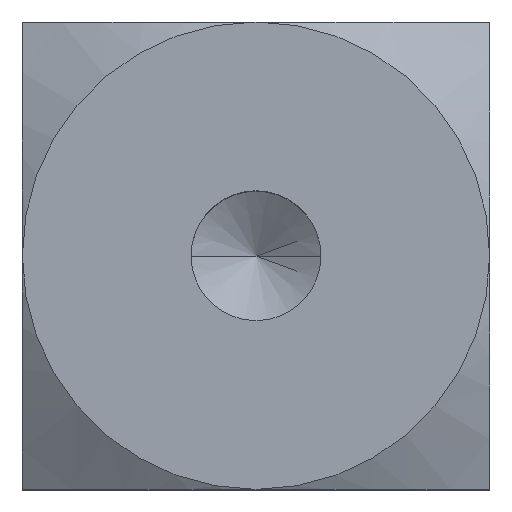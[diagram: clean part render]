
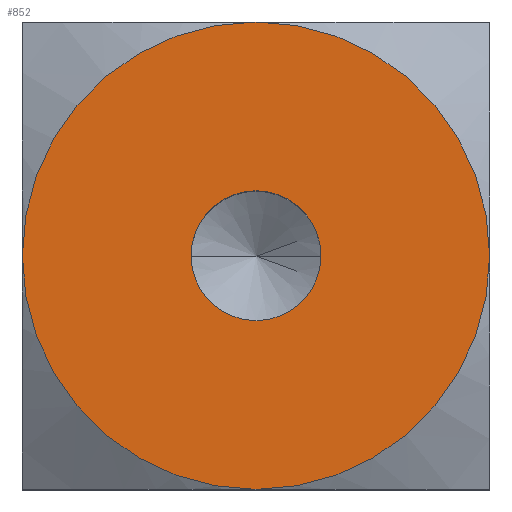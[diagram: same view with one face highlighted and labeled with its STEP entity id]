
A CAD part, top view. The second image highlights one B-rep face of the part: STEP entity #852.
In plain terms, the highlighted planar face has unit normal (0, 0, 1).
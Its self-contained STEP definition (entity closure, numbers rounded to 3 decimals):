
#137 = VERTEX_POINT ( 'NONE', #747 ) ;
#145 = VERTEX_POINT ( 'NONE', #765 ) ;
#154 = VERTEX_POINT ( 'NONE', #753 ) ;
#163 = AXIS2_PLACEMENT_3D ( 'NONE', #1868, #1869, #1870 ) ;
#164 = CIRCLE ( 'NONE', #168, 1.25 ) ;
#165 = CIRCLE ( 'NONE', #166, 4.5 ) ;
#166 = AXIS2_PLACEMENT_3D ( 'NONE', #1873, #1874, #1875 ) ;
#168 = AXIS2_PLACEMENT_3D ( 'NONE', #1878, #1879, #1880 ) ;
#292 = CARTESIAN_POINT ( 'NONE',  ( -4.5, -4.5, 7. ) ) ;
#295 = FACE_BOUND ( 'NONE', #1249, .T. ) ;
#296 = FACE_OUTER_BOUND ( 'NONE', #1242, .T. ) ;
#297 = PLANE ( 'NONE',  #2370 ) ;
#299 = DIRECTION ( 'NONE',  ( 0., 0., 1. ) ) ;
#300 = DIRECTION ( 'NONE',  ( 1., 0., 0. ) ) ;
#371 = DIRECTION ( 'NONE',  ( 1., 0., 0. ) ) ;
#623 = EDGE_CURVE ( 'NONE', #154, #2282, #1403, .T. ) ;
#683 = DIRECTION ( 'NONE',  ( 0., 0., 1. ) ) ;
#730 = AXIS2_PLACEMENT_3D ( 'NONE', #1865, #1866, #1867 ) ;
#747 = CARTESIAN_POINT ( 'NONE',  ( 0., -4.5, 7. ) ) ;
#753 = CARTESIAN_POINT ( 'NONE',  ( -1.25, 0., 7. ) ) ;
#765 = CARTESIAN_POINT ( 'NONE',  ( 0., 4.5, 7. ) ) ;
#852 = ADVANCED_FACE ( 'NONE', ( #295, #296 ), #297, .T. ) ;
#867 = EDGE_CURVE ( 'NONE', #137, #2296, #2367, .T. ) ;
#868 = EDGE_CURVE ( 'NONE', #2299, #137, #2381, .T. ) ;
#869 = EDGE_CURVE ( 'NONE', #2299, #145, #2383, .T. ) ;
#870 = EDGE_CURVE ( 'NONE', #2296, #145, #165, .T. ) ;
#871 = EDGE_CURVE ( 'NONE', #2282, #154, #164, .T. ) ;
#982 = CARTESIAN_POINT ( 'NONE',  ( 0., 0., 7. ) ) ;
#1111 = ORIENTED_EDGE ( 'NONE', *, *, #868, .T. ) ;
#1112 = ORIENTED_EDGE ( 'NONE', *, *, #869, .F. ) ;
#1113 = ORIENTED_EDGE ( 'NONE', *, *, #870, .T. ) ;
#1114 = ORIENTED_EDGE ( 'NONE', *, *, #867, .T. ) ;
#1115 = ORIENTED_EDGE ( 'NONE', *, *, #623, .F. ) ;
#1116 = ORIENTED_EDGE ( 'NONE', *, *, #871, .F. ) ;
#1242 = EDGE_LOOP ( 'NONE', ( #1114, #1113, #1112, #1111 ) ) ;
#1249 = EDGE_LOOP ( 'NONE', ( #1116, #1115 ) ) ;
#1403 = CIRCLE ( 'NONE', #1405, 1.25 ) ;
#1405 = AXIS2_PLACEMENT_3D ( 'NONE', #982, #683, #371 ) ;
#1483 = CARTESIAN_POINT ( 'NONE',  ( 1.25, 0., 7. ) ) ;
#1497 = CARTESIAN_POINT ( 'NONE',  ( 4.5, 0., 7. ) ) ;
#1500 = CARTESIAN_POINT ( 'NONE',  ( -4.5, 0., 7. ) ) ;
#1862 = CARTESIAN_POINT ( 'NONE',  ( 0., 0., 7. ) ) ;
#1863 = DIRECTION ( 'NONE',  ( 0., 0., 1. ) ) ;
#1864 = DIRECTION ( 'NONE',  ( 1., 0., 0. ) ) ;
#1865 = CARTESIAN_POINT ( 'NONE',  ( 0., 0., 7. ) ) ;
#1866 = DIRECTION ( 'NONE',  ( 0., 0., 1. ) ) ;
#1867 = DIRECTION ( 'NONE',  ( 1., 0., 0. ) ) ;
#1868 = CARTESIAN_POINT ( 'NONE',  ( 0., 0., 7. ) ) ;
#1869 = DIRECTION ( 'NONE',  ( 0., 0., -1. ) ) ;
#1870 = DIRECTION ( 'NONE',  ( -1., 0., 0. ) ) ;
#1873 = CARTESIAN_POINT ( 'NONE',  ( 0., 0., 7. ) ) ;
#1874 = DIRECTION ( 'NONE',  ( 0., 0., 1. ) ) ;
#1875 = DIRECTION ( 'NONE',  ( 1., 0., 0. ) ) ;
#1878 = CARTESIAN_POINT ( 'NONE',  ( 0., 0., 7. ) ) ;
#1879 = DIRECTION ( 'NONE',  ( 0., 0., 1. ) ) ;
#1880 = DIRECTION ( 'NONE',  ( 1., 0., 0. ) ) ;
#2282 = VERTEX_POINT ( 'NONE', #1483 ) ;
#2296 = VERTEX_POINT ( 'NONE', #1497 ) ;
#2299 = VERTEX_POINT ( 'NONE', #1500 ) ;
#2367 = CIRCLE ( 'NONE', #2382, 4.5 ) ;
#2370 = AXIS2_PLACEMENT_3D ( 'NONE', #292, #299, #300 ) ;
#2381 = CIRCLE ( 'NONE', #730, 4.5 ) ;
#2382 = AXIS2_PLACEMENT_3D ( 'NONE', #1862, #1863, #1864 ) ;
#2383 = CIRCLE ( 'NONE', #163, 4.5 ) ;
